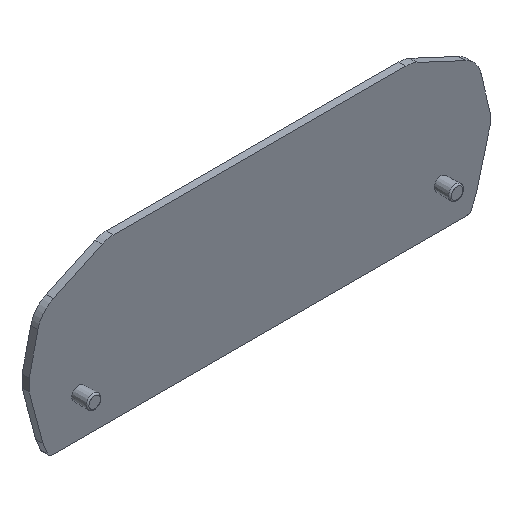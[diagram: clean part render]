
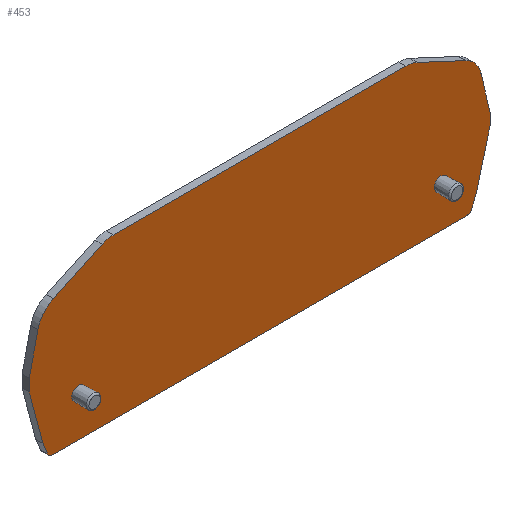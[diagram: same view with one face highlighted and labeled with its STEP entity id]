
A CAD part, isometric view. The second image highlights one B-rep face of the part: STEP entity #453.
In plain terms, the highlighted planar face has unit normal (0, -1, 0).
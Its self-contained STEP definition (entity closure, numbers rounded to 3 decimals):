
#49=LINE('',#678,#91);
#52=LINE('',#686,#94);
#55=LINE('',#694,#97);
#57=LINE('',#698,#99);
#59=LINE('',#702,#101);
#61=LINE('',#706,#103);
#64=LINE('',#714,#106);
#67=LINE('',#722,#109);
#69=LINE('',#726,#111);
#71=LINE('',#730,#113);
#73=LINE('',#734,#115);
#75=LINE('',#740,#117);
#91=VECTOR('',#548,1000.);
#94=VECTOR('',#557,1000.);
#97=VECTOR('',#566,1000.);
#99=VECTOR('',#570,1000.);
#101=VECTOR('',#574,1000.);
#103=VECTOR('',#578,1000.);
#106=VECTOR('',#587,1000.);
#109=VECTOR('',#596,1000.);
#111=VECTOR('',#600,1000.);
#113=VECTOR('',#604,1000.);
#115=VECTOR('',#608,1000.);
#117=VECTOR('',#616,1000.);
#208=ORIENTED_EDGE('',*,*,#280,.T.);
#209=ORIENTED_EDGE('',*,*,#282,.T.);
#210=ORIENTED_EDGE('',*,*,#284,.T.);
#211=ORIENTED_EDGE('',*,*,#286,.T.);
#212=ORIENTED_EDGE('',*,*,#288,.T.);
#213=ORIENTED_EDGE('',*,*,#290,.T.);
#214=ORIENTED_EDGE('',*,*,#291,.T.);
#215=ORIENTED_EDGE('',*,*,#257,.T.);
#216=ORIENTED_EDGE('',*,*,#260,.T.);
#217=ORIENTED_EDGE('',*,*,#262,.T.);
#218=ORIENTED_EDGE('',*,*,#264,.T.);
#219=ORIENTED_EDGE('',*,*,#266,.T.);
#220=ORIENTED_EDGE('',*,*,#268,.T.);
#221=ORIENTED_EDGE('',*,*,#270,.T.);
#222=ORIENTED_EDGE('',*,*,#272,.T.);
#223=ORIENTED_EDGE('',*,*,#274,.T.);
#224=ORIENTED_EDGE('',*,*,#276,.T.);
#225=ORIENTED_EDGE('',*,*,#278,.T.);
#226=ORIENTED_EDGE('',*,*,#292,.F.);
#227=ORIENTED_EDGE('',*,*,#293,.F.);
#257=EDGE_CURVE('',#317,#316,#346,.T.);
#260=EDGE_CURVE('',#316,#318,#49,.T.);
#262=EDGE_CURVE('',#318,#319,#347,.T.);
#264=EDGE_CURVE('',#319,#320,#52,.T.);
#266=EDGE_CURVE('',#320,#321,#348,.T.);
#268=EDGE_CURVE('',#321,#322,#55,.T.);
#270=EDGE_CURVE('',#322,#323,#57,.T.);
#272=EDGE_CURVE('',#323,#324,#59,.T.);
#274=EDGE_CURVE('',#324,#325,#61,.T.);
#276=EDGE_CURVE('',#325,#326,#349,.T.);
#278=EDGE_CURVE('',#326,#327,#64,.T.);
#280=EDGE_CURVE('',#327,#328,#350,.T.);
#282=EDGE_CURVE('',#328,#329,#67,.T.);
#284=EDGE_CURVE('',#329,#330,#69,.T.);
#286=EDGE_CURVE('',#330,#331,#71,.T.);
#288=EDGE_CURVE('',#331,#332,#73,.T.);
#290=EDGE_CURVE('',#332,#333,#351,.T.);
#291=EDGE_CURVE('',#333,#317,#75,.T.);
#292=EDGE_CURVE('',#334,#334,#352,.T.);
#293=EDGE_CURVE('',#335,#335,#353,.T.);
#316=VERTEX_POINT('',#671);
#317=VERTEX_POINT('',#673);
#318=VERTEX_POINT('',#677);
#319=VERTEX_POINT('',#681);
#320=VERTEX_POINT('',#685);
#321=VERTEX_POINT('',#689);
#322=VERTEX_POINT('',#693);
#323=VERTEX_POINT('',#697);
#324=VERTEX_POINT('',#701);
#325=VERTEX_POINT('',#705);
#326=VERTEX_POINT('',#709);
#327=VERTEX_POINT('',#713);
#328=VERTEX_POINT('',#717);
#329=VERTEX_POINT('',#721);
#330=VERTEX_POINT('',#725);
#331=VERTEX_POINT('',#729);
#332=VERTEX_POINT('',#733);
#333=VERTEX_POINT('',#737);
#334=VERTEX_POINT('',#743);
#335=VERTEX_POINT('',#745);
#346=CIRCLE('',#481,5.5);
#347=CIRCLE('',#484,5.5);
#348=CIRCLE('',#487,5.8);
#349=CIRCLE('',#493,1.);
#350=CIRCLE('',#496,1.);
#351=CIRCLE('',#502,5.8);
#352=CIRCLE('',#505,1.381);
#353=CIRCLE('',#506,1.381);
#373=EDGE_LOOP('',(#208,#209,#210,#211,#212,#213,#214,#215,#216,#217,#218,
#219,#220,#221,#222,#223,#224,#225));
#374=EDGE_LOOP('',(#226));
#375=EDGE_LOOP('',(#227));
#405=FACE_BOUND('',#373,.T.);
#406=FACE_BOUND('',#374,.T.);
#407=FACE_BOUND('',#375,.T.);
#431=PLANE('',#504);
#453=ADVANCED_FACE('',(#405,#406,#407),#431,.T.);
#481=AXIS2_PLACEMENT_3D('',#672,#542,#543);
#484=AXIS2_PLACEMENT_3D('',#682,#552,#553);
#487=AXIS2_PLACEMENT_3D('',#690,#561,#562);
#493=AXIS2_PLACEMENT_3D('',#710,#582,#583);
#496=AXIS2_PLACEMENT_3D('',#718,#591,#592);
#502=AXIS2_PLACEMENT_3D('',#738,#612,#613);
#504=AXIS2_PLACEMENT_3D('',#741,#617,#618);
#505=AXIS2_PLACEMENT_3D('',#742,#619,#620);
#506=AXIS2_PLACEMENT_3D('',#744,#621,#622);
#542=DIRECTION('',(0.,-1.,0.));
#543=DIRECTION('',(0.,0.,-1.));
#548=DIRECTION('',(-1.,0.,0.));
#552=DIRECTION('',(0.,-1.,0.));
#553=DIRECTION('',(0.,0.,-1.));
#557=DIRECTION('',(-0.906,0.,-0.423));
#561=DIRECTION('',(0.,-1.,0.));
#562=DIRECTION('',(0.,0.,-1.));
#566=DIRECTION('',(-0.225,0.,-0.974));
#570=DIRECTION('',(0.,0.,-1.));
#574=DIRECTION('',(0.259,0.,-0.966));
#578=DIRECTION('',(0.375,0.,-0.927));
#582=DIRECTION('',(0.,-1.,0.));
#583=DIRECTION('',(0.,0.,-1.));
#587=DIRECTION('',(1.,0.,0.));
#591=DIRECTION('',(0.,-1.,0.));
#592=DIRECTION('',(0.,0.,-1.));
#596=DIRECTION('',(0.375,0.,0.927));
#600=DIRECTION('',(0.259,0.,0.966));
#604=DIRECTION('',(0.,0.,1.));
#608=DIRECTION('',(-0.225,0.,0.974));
#612=DIRECTION('',(0.,-1.,0.));
#613=DIRECTION('',(0.,0.,-1.));
#616=DIRECTION('',(-0.906,0.,0.423));
#617=DIRECTION('',(0.,-1.,0.));
#618=DIRECTION('',(0.,0.,-1.));
#619=DIRECTION('',(0.,-1.,0.));
#620=DIRECTION('',(1.,0.,0.));
#621=DIRECTION('',(0.,-1.,0.));
#622=DIRECTION('',(0.,0.,-1.));
#671=CARTESIAN_POINT('',(30.49,0.,19.65));
#672=CARTESIAN_POINT('',(30.49,0.,14.15));
#673=CARTESIAN_POINT('',(32.814,0.,19.135));
#677=CARTESIAN_POINT('',(-30.49,0.,19.65));
#678=CARTESIAN_POINT('',(-30.49,0.,19.65));
#681=CARTESIAN_POINT('',(-32.814,0.,19.135));
#682=CARTESIAN_POINT('',(-30.49,0.,14.15));
#685=CARTESIAN_POINT('',(-42.972,0.,14.398));
#686=CARTESIAN_POINT('',(-42.972,0.,14.398));
#689=CARTESIAN_POINT('',(-46.172,0.,10.446));
#690=CARTESIAN_POINT('',(-40.521,0.,9.142));
#693=CARTESIAN_POINT('',(-48.,0.,2.528));
#694=CARTESIAN_POINT('',(-48.,0.,2.528));
#697=CARTESIAN_POINT('',(-48.,0.,0.088));
#698=CARTESIAN_POINT('',(-48.,0.,0.088));
#701=CARTESIAN_POINT('',(-45.124,0.,-10.645));
#702=CARTESIAN_POINT('',(-45.124,0.,-10.645));
#705=CARTESIAN_POINT('',(-44.163,0.,-13.024));
#706=CARTESIAN_POINT('',(-44.163,0.,-13.024));
#709=CARTESIAN_POINT('',(-43.236,0.,-13.65));
#710=CARTESIAN_POINT('',(-43.236,0.,-12.65));
#713=CARTESIAN_POINT('',(43.236,0.,-13.65));
#714=CARTESIAN_POINT('',(43.236,0.,-13.65));
#717=CARTESIAN_POINT('',(44.163,0.,-13.024));
#718=CARTESIAN_POINT('',(43.236,0.,-12.65));
#721=CARTESIAN_POINT('',(45.124,0.,-10.645));
#722=CARTESIAN_POINT('',(45.124,0.,-10.645));
#725=CARTESIAN_POINT('',(48.,0.,0.088));
#726=CARTESIAN_POINT('',(48.,0.,0.088));
#729=CARTESIAN_POINT('',(48.,0.,2.528));
#730=CARTESIAN_POINT('',(48.,0.,2.528));
#733=CARTESIAN_POINT('',(46.172,0.,10.446));
#734=CARTESIAN_POINT('',(46.172,0.,10.446));
#737=CARTESIAN_POINT('',(42.972,0.,14.398));
#738=CARTESIAN_POINT('',(40.521,0.,9.142));
#740=CARTESIAN_POINT('',(32.814,0.,19.135));
#741=CARTESIAN_POINT('',(43.236,0.,-12.65));
#742=CARTESIAN_POINT('',(-37.766,0.,-5.198));
#743=CARTESIAN_POINT('',(-36.385,0.,-5.198));
#744=CARTESIAN_POINT('',(37.766,0.,-5.198));
#745=CARTESIAN_POINT('',(37.766,0.,-6.58));
